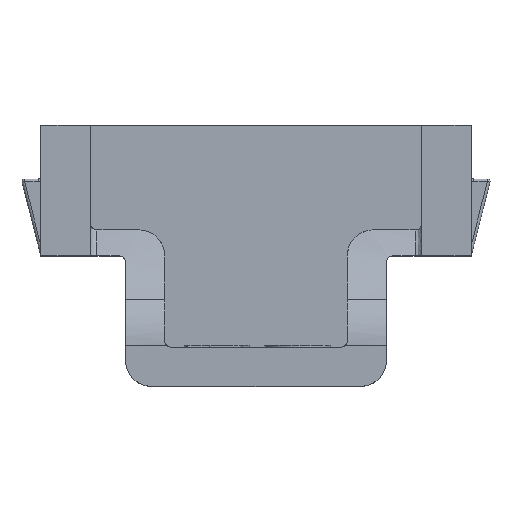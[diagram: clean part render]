
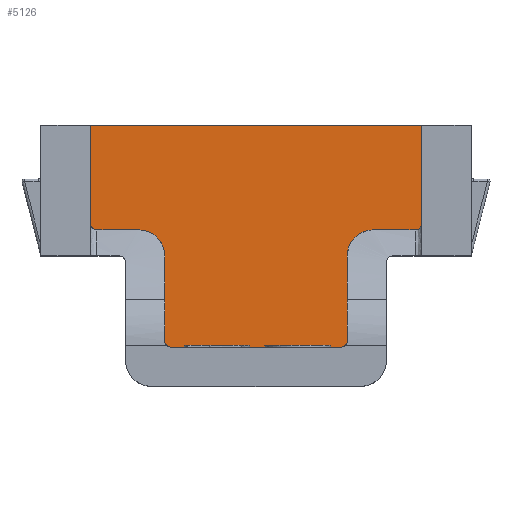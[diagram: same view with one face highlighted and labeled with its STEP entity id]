
A CAD part, top view. The second image highlights one B-rep face of the part: STEP entity #5126.
In plain terms, the highlighted planar face has unit normal (0, 0, 1).
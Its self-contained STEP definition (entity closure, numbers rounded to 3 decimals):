
#83 = CARTESIAN_POINT ( 'NONE',  ( 6.5, -16.5, 7.25 ) ) ;
#97 = EDGE_CURVE ( 'NONE', #3359, #933, #6090, .T. ) ;
#202 = DIRECTION ( 'NONE',  ( 1., 0., 0. ) ) ;
#331 = VECTOR ( 'NONE', #1202, 1000. ) ;
#445 = CARTESIAN_POINT ( 'NONE',  ( 12.2, -17., 7.25 ) ) ;
#460 = EDGE_LOOP ( 'NONE', ( #7026, #7814, #6629, #3047, #4386, #6033, #3551, #5384, #5736, #2880, #4210, #3434, #5862, #7141 ) ) ;
#586 = VERTEX_POINT ( 'NONE', #4217 ) ;
#761 = VECTOR ( 'NONE', #2498, 1000. ) ;
#779 = CARTESIAN_POINT ( 'NONE',  ( -12.7, -7.5, 7.25 ) ) ;
#807 = DIRECTION ( 'NONE',  ( 0., -1., 0. ) ) ;
#913 = CARTESIAN_POINT ( 'NONE',  ( -9., -10., 7.25 ) ) ;
#933 = VERTEX_POINT ( 'NONE', #6982 ) ;
#940 = VERTEX_POINT ( 'NONE', #5612 ) ;
#1073 = LINE ( 'NONE', #4561, #7920 ) ;
#1202 = DIRECTION ( 'NONE',  ( 0., -1., 0. ) ) ;
#1376 = CIRCLE ( 'NONE', #5464, 2. ) ;
#1465 = CARTESIAN_POINT ( 'NONE',  ( -6.5, -16.5, 7.25 ) ) ;
#1467 = LINE ( 'NONE', #779, #5873 ) ;
#1595 = CARTESIAN_POINT ( 'NONE',  ( 12.2, -8., 7.25 ) ) ;
#1735 = AXIS2_PLACEMENT_3D ( 'NONE', #3946, #3348, #7803 ) ;
#1742 = CARTESIAN_POINT ( 'NONE',  ( -12.2, -8., 7.25 ) ) ;
#1795 = CIRCLE ( 'NONE', #3347, 0.5 ) ;
#2107 = AXIS2_PLACEMENT_3D ( 'NONE', #8019, #3483, #6029 ) ;
#2126 = VERTEX_POINT ( 'NONE', #8458 ) ;
#2131 = DIRECTION ( 'NONE',  ( -1., 0., 0. ) ) ;
#2162 = EDGE_CURVE ( 'NONE', #5915, #6759, #3949, .T. ) ;
#2445 = CARTESIAN_POINT ( 'NONE',  ( 7., -10., 7.25 ) ) ;
#2498 = DIRECTION ( 'NONE',  ( 0., 1., 0. ) ) ;
#2711 = EDGE_CURVE ( 'NONE', #5366, #3458, #5888, .T. ) ;
#2880 = ORIENTED_EDGE ( 'NONE', *, *, #4633, .T. ) ;
#3047 = ORIENTED_EDGE ( 'NONE', *, *, #4116, .T. ) ;
#3081 = EDGE_CURVE ( 'NONE', #6759, #3359, #8331, .T. ) ;
#3193 = CARTESIAN_POINT ( 'NONE',  ( -7., -7.5, 7.25 ) ) ;
#3347 = AXIS2_PLACEMENT_3D ( 'NONE', #83, #4588, #5954 ) ;
#3348 = DIRECTION ( 'NONE',  ( 0., 0., 1. ) ) ;
#3359 = VERTEX_POINT ( 'NONE', #5480 ) ;
#3419 = AXIS2_PLACEMENT_3D ( 'NONE', #1465, #6045, #2131 ) ;
#3431 = CARTESIAN_POINT ( 'NONE',  ( 12.7, 0., 7.25 ) ) ;
#3434 = ORIENTED_EDGE ( 'NONE', *, *, #6294, .T. ) ;
#3458 = VERTEX_POINT ( 'NONE', #3537 ) ;
#3483 = DIRECTION ( 'NONE',  ( 0., 0., 1. ) ) ;
#3537 = CARTESIAN_POINT ( 'NONE',  ( -6.5, -17., 7.25 ) ) ;
#3551 = ORIENTED_EDGE ( 'NONE', *, *, #2162, .T. ) ;
#3577 = VERTEX_POINT ( 'NONE', #4360 ) ;
#3800 = EDGE_CURVE ( 'NONE', #6341, #940, #8333, .T. ) ;
#3810 = CARTESIAN_POINT ( 'NONE',  ( -12.7, -7.5, 7.25 ) ) ;
#3946 = CARTESIAN_POINT ( 'NONE',  ( 12.2, -7.5, 7.25 ) ) ;
#3949 = CIRCLE ( 'NONE', #2107, 0.5 ) ;
#4116 = EDGE_CURVE ( 'NONE', #940, #6207, #5468, .T. ) ;
#4140 = DIRECTION ( 'NONE',  ( 0., 0., -1. ) ) ;
#4166 = EDGE_CURVE ( 'NONE', #5901, #5446, #1376, .T. ) ;
#4210 = ORIENTED_EDGE ( 'NONE', *, *, #2711, .T. ) ;
#4217 = CARTESIAN_POINT ( 'NONE',  ( -12.7, 0., 7.25 ) ) ;
#4259 = EDGE_CURVE ( 'NONE', #586, #6207, #1073, .T. ) ;
#4331 = EDGE_CURVE ( 'NONE', #586, #5915, #1467, .T. ) ;
#4360 = CARTESIAN_POINT ( 'NONE',  ( 6.5, -17., 7.25 ) ) ;
#4386 = ORIENTED_EDGE ( 'NONE', *, *, #4259, .F. ) ;
#4543 = LINE ( 'NONE', #3193, #331 ) ;
#4561 = CARTESIAN_POINT ( 'NONE',  ( 0., 0., 7.25 ) ) ;
#4588 = DIRECTION ( 'NONE',  ( 0., 0., 1. ) ) ;
#4615 = DIRECTION ( 'NONE',  ( 1., 0., 0. ) ) ;
#4633 = EDGE_CURVE ( 'NONE', #933, #5366, #4543, .T. ) ;
#4754 = AXIS2_PLACEMENT_3D ( 'NONE', #5240, #5874, #5796 ) ;
#4832 = EDGE_CURVE ( 'NONE', #5446, #6341, #7801, .T. ) ;
#4917 = CARTESIAN_POINT ( 'NONE',  ( -7., -16.5, 7.25 ) ) ;
#4964 = DIRECTION ( 'NONE',  ( 1., 0., 0. ) ) ;
#5049 = CARTESIAN_POINT ( 'NONE',  ( 12.2, -8., 7.25 ) ) ;
#5073 = LINE ( 'NONE', #6539, #8452 ) ;
#5077 = CARTESIAN_POINT ( 'NONE',  ( 9., -8., 7.25 ) ) ;
#5126 = ADVANCED_FACE ( 'NONE', ( #7902 ), #7276, .T. ) ;
#5231 = CARTESIAN_POINT ( 'NONE',  ( 9., -10., 7.25 ) ) ;
#5240 = CARTESIAN_POINT ( 'NONE',  ( 12.2, -7.5, 7.25 ) ) ;
#5366 = VERTEX_POINT ( 'NONE', #4917 ) ;
#5384 = ORIENTED_EDGE ( 'NONE', *, *, #3081, .T. ) ;
#5446 = VERTEX_POINT ( 'NONE', #5077 ) ;
#5464 = AXIS2_PLACEMENT_3D ( 'NONE', #5231, #5870, #4615 ) ;
#5468 = LINE ( 'NONE', #6399, #761 ) ;
#5480 = CARTESIAN_POINT ( 'NONE',  ( -9., -8., 7.25 ) ) ;
#5577 = DIRECTION ( 'NONE',  ( 1., 0., 0. ) ) ;
#5612 = CARTESIAN_POINT ( 'NONE',  ( 12.7, -7.5, 7.25 ) ) ;
#5632 = VECTOR ( 'NONE', #8251, 1000. ) ;
#5736 = ORIENTED_EDGE ( 'NONE', *, *, #97, .T. ) ;
#5796 = DIRECTION ( 'NONE',  ( 1., 0., 0. ) ) ;
#5862 = ORIENTED_EDGE ( 'NONE', *, *, #6990, .T. ) ;
#5870 = DIRECTION ( 'NONE',  ( 0., 0., -1. ) ) ;
#5873 = VECTOR ( 'NONE', #807, 1000. ) ;
#5874 = DIRECTION ( 'NONE',  ( 0., 0., 1. ) ) ;
#5888 = CIRCLE ( 'NONE', #3419, 0.5 ) ;
#5901 = VERTEX_POINT ( 'NONE', #2445 ) ;
#5915 = VERTEX_POINT ( 'NONE', #3810 ) ;
#5954 = DIRECTION ( 'NONE',  ( -1., 0., 0. ) ) ;
#6029 = DIRECTION ( 'NONE',  ( 1., 0., 0. ) ) ;
#6033 = ORIENTED_EDGE ( 'NONE', *, *, #4331, .T. ) ;
#6045 = DIRECTION ( 'NONE',  ( 0., 0., 1. ) ) ;
#6090 = CIRCLE ( 'NONE', #7169, 2. ) ;
#6207 = VERTEX_POINT ( 'NONE', #3431 ) ;
#6294 = EDGE_CURVE ( 'NONE', #3458, #3577, #7383, .T. ) ;
#6341 = VERTEX_POINT ( 'NONE', #5049 ) ;
#6399 = CARTESIAN_POINT ( 'NONE',  ( 12.7, 56.082, 7.25 ) ) ;
#6539 = CARTESIAN_POINT ( 'NONE',  ( 7., -7.5, 7.25 ) ) ;
#6629 = ORIENTED_EDGE ( 'NONE', *, *, #3800, .T. ) ;
#6692 = DIRECTION ( 'NONE',  ( 1., 0., 0. ) ) ;
#6759 = VERTEX_POINT ( 'NONE', #1742 ) ;
#6982 = CARTESIAN_POINT ( 'NONE',  ( -7., -10., 7.25 ) ) ;
#6990 = EDGE_CURVE ( 'NONE', #3577, #2126, #1795, .T. ) ;
#7026 = ORIENTED_EDGE ( 'NONE', *, *, #4166, .T. ) ;
#7043 = EDGE_CURVE ( 'NONE', #2126, #5901, #5073, .T. ) ;
#7141 = ORIENTED_EDGE ( 'NONE', *, *, #7043, .T. ) ;
#7169 = AXIS2_PLACEMENT_3D ( 'NONE', #913, #4140, #4964 ) ;
#7200 = VECTOR ( 'NONE', #202, 1000. ) ;
#7225 = VECTOR ( 'NONE', #5577, 1000. ) ;
#7276 = PLANE ( 'NONE',  #1735 ) ;
#7383 = LINE ( 'NONE', #445, #5632 ) ;
#7801 = LINE ( 'NONE', #8121, #7200 ) ;
#7803 = DIRECTION ( 'NONE',  ( 1., 0., 0. ) ) ;
#7814 = ORIENTED_EDGE ( 'NONE', *, *, #4832, .T. ) ;
#7860 = DIRECTION ( 'NONE',  ( 0., 1., 0. ) ) ;
#7902 = FACE_OUTER_BOUND ( 'NONE', #460, .T. ) ;
#7920 = VECTOR ( 'NONE', #6692, 1000. ) ;
#8019 = CARTESIAN_POINT ( 'NONE',  ( -12.2, -7.5, 7.25 ) ) ;
#8121 = CARTESIAN_POINT ( 'NONE',  ( 12.2, -8., 7.25 ) ) ;
#8251 = DIRECTION ( 'NONE',  ( 1., 0., 0. ) ) ;
#8331 = LINE ( 'NONE', #1595, #7225 ) ;
#8333 = CIRCLE ( 'NONE', #4754, 0.5 ) ;
#8452 = VECTOR ( 'NONE', #7860, 1000. ) ;
#8458 = CARTESIAN_POINT ( 'NONE',  ( 7., -16.5, 7.25 ) ) ;
